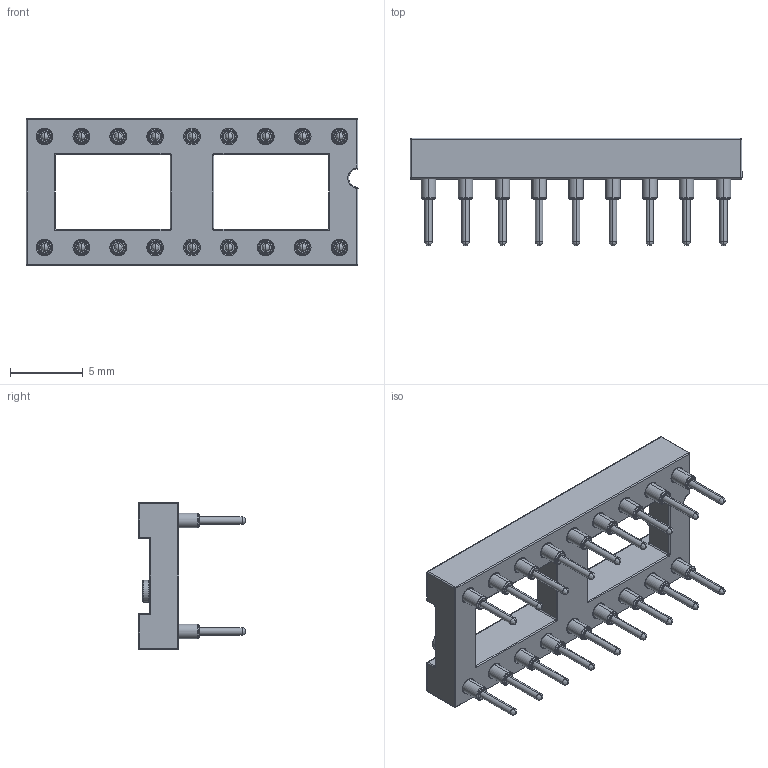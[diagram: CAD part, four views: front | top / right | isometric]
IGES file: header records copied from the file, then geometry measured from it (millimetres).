
Start section: SolidWorks IGES file using analytic representation for surfaces
Global section: file name: 110-xx-318-41-001000.IGS; native system: SolidWorks 2014; preprocessor: SolidWorks 2014; author: susan_ahlfs; date: 171005.095052; units: millimetre
Bounding box: 22.8 x 7.37 x 10.1 mm (x, y, z)
Surface area: 1272 mm2 (no closed solid volume)
Topology: 0 solids, 0 shells, 896 faces, 6442 edges, 6358 vertices
Faces by surface type: bspline 499, revolution 397
